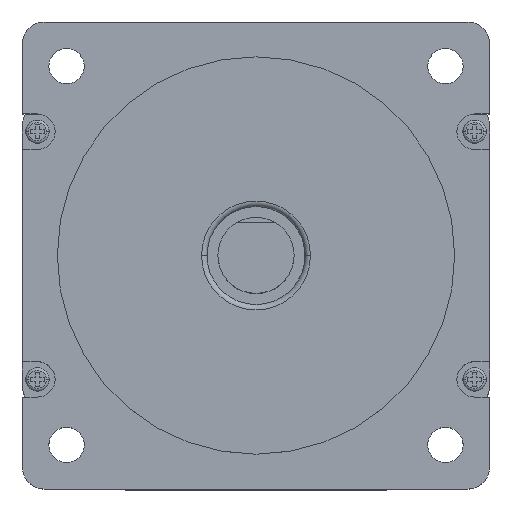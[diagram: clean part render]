
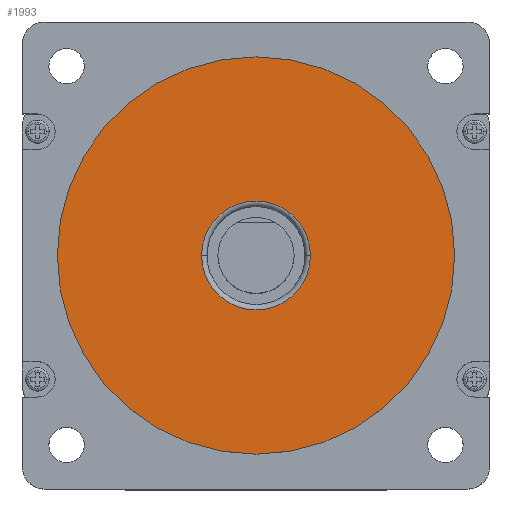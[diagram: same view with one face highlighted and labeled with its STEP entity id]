
A CAD part, top view. The second image highlights one B-rep face of the part: STEP entity #1993.
In plain terms, the highlighted planar face has unit normal (0, 0, 1).
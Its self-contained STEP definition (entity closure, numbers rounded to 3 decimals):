
#120 = CARTESIAN_POINT ( 'NONE',  ( 0., 0., 55.5 ) ) ;
#299 = AXIS2_PLACEMENT_3D ( 'NONE', #4543, #1726, #1632 ) ;
#404 = DIRECTION ( 'NONE',  ( 0., 0., -1. ) ) ;
#430 = DIRECTION ( 'NONE',  ( 1., 0., 0. ) ) ;
#472 = CIRCLE ( 'NONE', #3085, 36.5 ) ;
#566 = EDGE_CURVE ( 'NONE', #1515, #3004, #3760, .T. ) ;
#580 = ORIENTED_EDGE ( 'NONE', *, *, #566, .T. ) ;
#581 = EDGE_LOOP ( 'NONE', ( #1573, #1018 ) ) ;
#584 = CARTESIAN_POINT ( 'NONE',  ( 0., 0., 55.5 ) ) ;
#656 = CARTESIAN_POINT ( 'NONE',  ( 0., 0., 55.5 ) ) ;
#828 = VERTEX_POINT ( 'NONE', #2825 ) ;
#938 = DIRECTION ( 'NONE',  ( 1., 0., 0. ) ) ;
#1018 = ORIENTED_EDGE ( 'NONE', *, *, #3131, .T. ) ;
#1242 = CARTESIAN_POINT ( 'NONE',  ( -10., 0., 55.5 ) ) ;
#1310 = DIRECTION ( 'NONE',  ( 1., 0., 0. ) ) ;
#1515 = VERTEX_POINT ( 'NONE', #4152 ) ;
#1531 = DIRECTION ( 'NONE',  ( 0., 0., -1. ) ) ;
#1573 = ORIENTED_EDGE ( 'NONE', *, *, #1942, .T. ) ;
#1632 = DIRECTION ( 'NONE',  ( 1., 0., 0. ) ) ;
#1707 = CARTESIAN_POINT ( 'NONE',  ( 36.5, 0., 55.5 ) ) ;
#1726 = DIRECTION ( 'NONE',  ( 0., 0., 1. ) ) ;
#1765 = EDGE_CURVE ( 'NONE', #3004, #1515, #3471, .T. ) ;
#1942 = EDGE_CURVE ( 'NONE', #828, #1951, #4516, .T. ) ;
#1951 = VERTEX_POINT ( 'NONE', #1707 ) ;
#1972 = AXIS2_PLACEMENT_3D ( 'NONE', #120, #1531, #2617 ) ;
#1993 = ADVANCED_FACE ( 'NONE', ( #2719, #2374 ), #3792, .T. ) ;
#2052 = AXIS2_PLACEMENT_3D ( 'NONE', #2557, #404, #430 ) ;
#2374 = FACE_OUTER_BOUND ( 'NONE', #581, .T. ) ;
#2496 = AXIS2_PLACEMENT_3D ( 'NONE', #656, #4145, #1310 ) ;
#2557 = CARTESIAN_POINT ( 'NONE',  ( 0., 0., 55.5 ) ) ;
#2617 = DIRECTION ( 'NONE',  ( 1., 0., 0. ) ) ;
#2667 = ORIENTED_EDGE ( 'NONE', *, *, #1765, .T. ) ;
#2719 = FACE_BOUND ( 'NONE', #4127, .T. ) ;
#2825 = CARTESIAN_POINT ( 'NONE',  ( -36.5, 0., 55.5 ) ) ;
#3004 = VERTEX_POINT ( 'NONE', #1242 ) ;
#3085 = AXIS2_PLACEMENT_3D ( 'NONE', #584, #4523, #938 ) ;
#3131 = EDGE_CURVE ( 'NONE', #1951, #828, #472, .T. ) ;
#3471 = CIRCLE ( 'NONE', #2052, 10. ) ;
#3760 = CIRCLE ( 'NONE', #1972, 10. ) ;
#3792 = PLANE ( 'NONE',  #299 ) ;
#4127 = EDGE_LOOP ( 'NONE', ( #580, #2667 ) ) ;
#4145 = DIRECTION ( 'NONE',  ( 0., 0., 1. ) ) ;
#4152 = CARTESIAN_POINT ( 'NONE',  ( 10., 0., 55.5 ) ) ;
#4516 = CIRCLE ( 'NONE', #2496, 36.5 ) ;
#4523 = DIRECTION ( 'NONE',  ( 0., 0., 1. ) ) ;
#4543 = CARTESIAN_POINT ( 'NONE',  ( 0., 0., 55.5 ) ) ;
